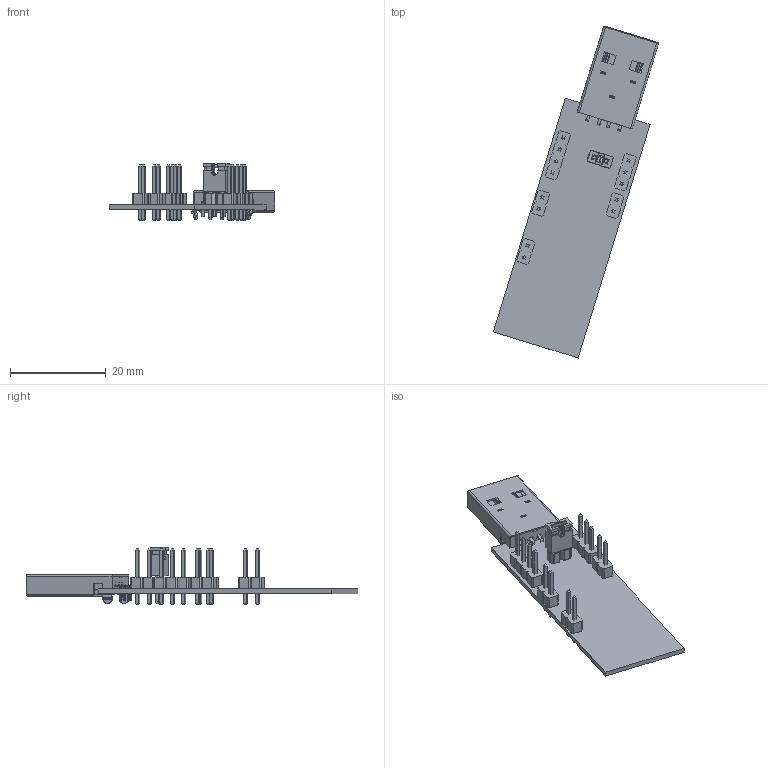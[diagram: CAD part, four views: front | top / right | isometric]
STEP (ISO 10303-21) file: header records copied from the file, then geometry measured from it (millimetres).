
FILE_DESCRIPTION(/* description */ (''),/* implementation_level */ '2;1');
FILE_NAME(/* name */ 'borad_8258.stp',/* time_stamp */ '2021-05-12T11:07:18+07:00',/* author */ ('Trung'),/* organization */ (''),/* preprocessor_version */ 'ST-DEVELOPER v16.13',/* originating_system */ 'Autodesk Inventor 2018',/* authorisation */ '');
FILE_SCHEMA (('AUTOMOTIVE_DESIGN { 1 0 10303 214 3 1 1 }'));
Products named in the file (7): Assembly1; board8258; usb; 1x3; 1x4; 1x2; jumper
Assembly tree (8 placements, depth 2):
  Assembly1
    board8258
    usb
    1x3
    1x2  x3
    1x4
    jumper
Bounding box: 34.44 x 69.26 x 12.02 mm (x, y, z)
Volume: 1980.5 mm3; surface area: 5266.5 mm2
Topology: 40 solids, 40 shells, 1906 faces, 4409 edges, 2539 vertices
Faces by surface type: plane 931, cylinder 561, bspline 203, torus 96, sphere 93, cone 22
Full cylindrical faces by diameter (mm): 0.8 x15, 1 x2
Entity records: 55486 total; most frequent: CARTESIAN_POINT 14250, DIRECTION 8403, ORIENTED_EDGE 8192, EDGE_CURVE 4096, AXIS2_PLACEMENT_3D 2921, LINE 2561, VECTOR 2561, VERTEX_POINT 2385
